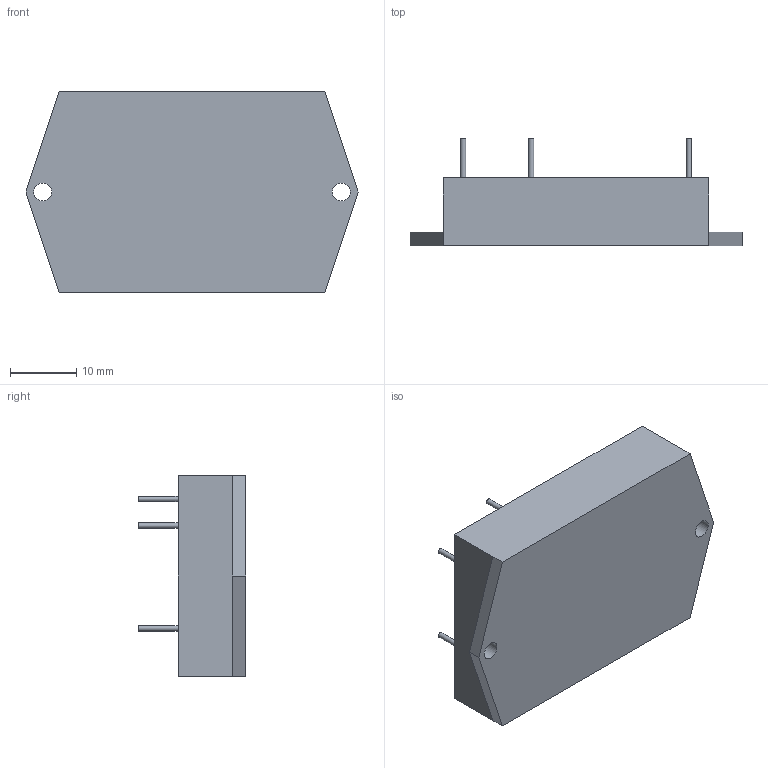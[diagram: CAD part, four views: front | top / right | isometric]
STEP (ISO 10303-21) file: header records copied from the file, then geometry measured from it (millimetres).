
FILE_DESCRIPTION(/* description */ (''),/* implementation_level */ '2;1');
FILE_NAME(/* name */ 'МРМ2.stp',/* time_stamp */ '2018-04-11T13:54:08+03:00',/* author */ ('Abaranov'),/* organization */ (''),/* preprocessor_version */ 'ST-DEVELOPER v16.1',/* originating_system */ 'Autodesk Inventor 2016',/* authorisation */ '');
FILE_SCHEMA (('AUTOMOTIVE_DESIGN { 1 0 10303 214 3 1 1 }'));
Length unit declared in the file: millimetre
Products named in the file (1): МРМ2
Bounding box: 50 x 16.2 x 30.2 mm (x, y, z)
Volume: 12615.8 mm3; surface area: 4243 mm2
Topology: 1 solids, 1 shells, 24 faces, 49 edges, 32 vertices
Faces by surface type: plane 17, cylinder 7
Full cylindrical faces by diameter (mm): 0.8 x5, 2.7 x2
Entity records: 610 total; most frequent: DIRECTION 104, CARTESIAN_POINT 95, ORIENTED_EDGE 80, EDGE_LOOP 40, EDGE_CURVE 40, AXIS2_PLACEMENT_3D 39, VERTEX_POINT 30, LINE 26
